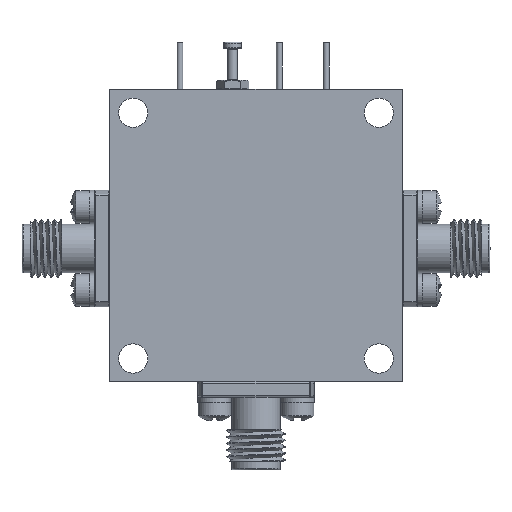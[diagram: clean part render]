
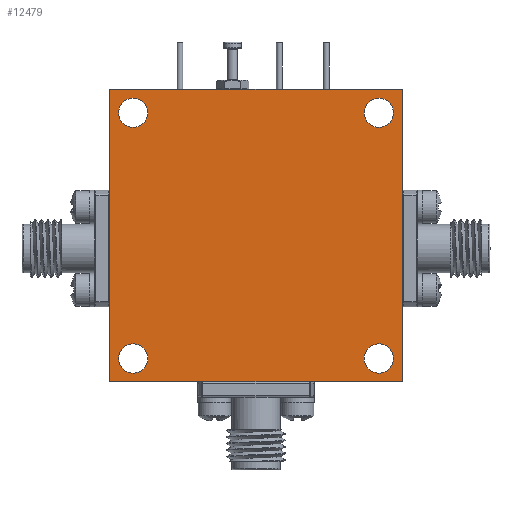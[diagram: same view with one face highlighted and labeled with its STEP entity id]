
A CAD part, front view. The second image highlights one B-rep face of the part: STEP entity #12479.
In plain terms, the highlighted planar face has unit normal (0, -1, 0).
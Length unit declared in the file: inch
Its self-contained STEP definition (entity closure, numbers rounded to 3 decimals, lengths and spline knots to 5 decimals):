
#243 = VERTEX_POINT ( 'NONE', #45325 ) ;
#570 = ORIENTED_EDGE ( 'NONE', *, *, #44584, .T. ) ;
#1755 = EDGE_CURVE ( 'NONE', #48752, #20337, #19220, .T. ) ;
#2563 = DIRECTION ( 'NONE',  ( 0., 0., 1. ) ) ;
#2722 = DIRECTION ( 'NONE',  ( 0., 1., 0. ) ) ;
#3133 = VERTEX_POINT ( 'NONE', #15050 ) ;
#4906 = LINE ( 'NONE', #20528, #37957 ) ;
#5778 = FACE_OUTER_BOUND ( 'NONE', #45764, .T. ) ;
#6217 = CARTESIAN_POINT ( 'NONE',  ( 0.1, -0.3, -1.15 ) ) ;
#6334 = DIRECTION ( 'NONE',  ( -1., 0., 0. ) ) ;
#6861 = DIRECTION ( 'NONE',  ( 0., 1., 0. ) ) ;
#10285 = CIRCLE ( 'NONE', #13703, 0.0625 ) ;
#10731 = VERTEX_POINT ( 'NONE', #35148 ) ;
#10873 = CIRCLE ( 'NONE', #28843, 0.0625 ) ;
#11073 = DIRECTION ( 'NONE',  ( 0., 1., 0. ) ) ;
#12006 = ORIENTED_EDGE ( 'NONE', *, *, #26232, .F. ) ;
#12276 = CIRCLE ( 'NONE', #41355, 0.0625 ) ;
#12374 = VERTEX_POINT ( 'NONE', #16973 ) ;
#12479 = ADVANCED_FACE ( 'NONE', ( #30783, #26244, #47102, #42536, #5778 ), #21669, .F. ) ;
#13079 = CARTESIAN_POINT ( 'NONE',  ( 0.1, -0.3, -0.0375 ) ) ;
#13703 = AXIS2_PLACEMENT_3D ( 'NONE', #27320, #31352, #27844 ) ;
#13743 = EDGE_CURVE ( 'NONE', #41504, #41504, #10873, .T. ) ;
#14129 = ORIENTED_EDGE ( 'NONE', *, *, #49014, .F. ) ;
#15050 = CARTESIAN_POINT ( 'NONE',  ( 0., -0.3, -1.25 ) ) ;
#16973 = CARTESIAN_POINT ( 'NONE',  ( 1.25, -0.3, -1.25 ) ) ;
#17251 = EDGE_LOOP ( 'NONE', ( #40243 ) ) ;
#18401 = DIRECTION ( 'NONE',  ( 1., 0., 0. ) ) ;
#19220 = LINE ( 'NONE', #38754, #22916 ) ;
#20337 = VERTEX_POINT ( 'NONE', #33184 ) ;
#20528 = CARTESIAN_POINT ( 'NONE',  ( 1.25, -0.3, 0. ) ) ;
#21201 = VERTEX_POINT ( 'NONE', #45586 ) ;
#21669 = PLANE ( 'NONE',  #35618 ) ;
#21728 = AXIS2_PLACEMENT_3D ( 'NONE', #32619, #48934, #45163 ) ;
#22765 = LINE ( 'NONE', #31641, #24604 ) ;
#22916 = VECTOR ( 'NONE', #18401, 39.37008 ) ;
#23411 = CARTESIAN_POINT ( 'NONE',  ( 0.1, -0.3, -0.1 ) ) ;
#23580 = DIRECTION ( 'NONE',  ( 0., 0., 1. ) ) ;
#23597 = ORIENTED_EDGE ( 'NONE', *, *, #1755, .F. ) ;
#24604 = VECTOR ( 'NONE', #23580, 39.37008 ) ;
#26232 = EDGE_CURVE ( 'NONE', #12374, #3133, #38271, .T. ) ;
#26244 = FACE_BOUND ( 'NONE', #29777, .T. ) ;
#26300 = ORIENTED_EDGE ( 'NONE', *, *, #46458, .T. ) ;
#27320 = CARTESIAN_POINT ( 'NONE',  ( 1.15, -0.3, -1.15 ) ) ;
#27844 = DIRECTION ( 'NONE',  ( 0., 0., 1. ) ) ;
#28373 = EDGE_LOOP ( 'NONE', ( #570 ) ) ;
#28843 = AXIS2_PLACEMENT_3D ( 'NONE', #23411, #11073, #51534 ) ;
#29777 = EDGE_LOOP ( 'NONE', ( #46057 ) ) ;
#30783 = FACE_BOUND ( 'NONE', #40533, .T. ) ;
#31352 = DIRECTION ( 'NONE',  ( 0., 1., 0. ) ) ;
#31641 = CARTESIAN_POINT ( 'NONE',  ( 0., -0.3, -1.25 ) ) ;
#32619 = CARTESIAN_POINT ( 'NONE',  ( 1.15, -0.3, -0.1 ) ) ;
#33184 = CARTESIAN_POINT ( 'NONE',  ( 1.25, -0.3, 0. ) ) ;
#34645 = VECTOR ( 'NONE', #6334, 39.37008 ) ;
#35085 = CARTESIAN_POINT ( 'NONE',  ( 1.25, -0.3, -1.25 ) ) ;
#35148 = CARTESIAN_POINT ( 'NONE',  ( 1.15, -0.3, -1.0875 ) ) ;
#35618 = AXIS2_PLACEMENT_3D ( 'NONE', #40145, #6861, #2563 ) ;
#36204 = CARTESIAN_POINT ( 'NONE',  ( 0., -0.3, 0. ) ) ;
#37957 = VECTOR ( 'NONE', #50003, 39.37008 ) ;
#38271 = LINE ( 'NONE', #35085, #34645 ) ;
#38754 = CARTESIAN_POINT ( 'NONE',  ( 0., -0.3, 0. ) ) ;
#40145 = CARTESIAN_POINT ( 'NONE',  ( 0., -0.3, 0. ) ) ;
#40243 = ORIENTED_EDGE ( 'NONE', *, *, #13743, .T. ) ;
#40533 = EDGE_LOOP ( 'NONE', ( #26300 ) ) ;
#41355 = AXIS2_PLACEMENT_3D ( 'NONE', #6217, #2722, #43769 ) ;
#41504 = VERTEX_POINT ( 'NONE', #13079 ) ;
#42536 = FACE_BOUND ( 'NONE', #17251, .T. ) ;
#43769 = DIRECTION ( 'NONE',  ( 0., 0., 1. ) ) ;
#43845 = ORIENTED_EDGE ( 'NONE', *, *, #46323, .F. ) ;
#44584 = EDGE_CURVE ( 'NONE', #243, #243, #12276, .T. ) ;
#44805 = CIRCLE ( 'NONE', #21728, 0.0625 ) ;
#45163 = DIRECTION ( 'NONE',  ( 0., 0., 1. ) ) ;
#45325 = CARTESIAN_POINT ( 'NONE',  ( 0.1, -0.3, -1.0875 ) ) ;
#45586 = CARTESIAN_POINT ( 'NONE',  ( 1.15, -0.3, -0.0375 ) ) ;
#45764 = EDGE_LOOP ( 'NONE', ( #14129, #12006, #43845, #23597 ) ) ;
#46057 = ORIENTED_EDGE ( 'NONE', *, *, #52620, .T. ) ;
#46323 = EDGE_CURVE ( 'NONE', #20337, #12374, #4906, .T. ) ;
#46458 = EDGE_CURVE ( 'NONE', #21201, #21201, #44805, .T. ) ;
#47102 = FACE_BOUND ( 'NONE', #28373, .T. ) ;
#48752 = VERTEX_POINT ( 'NONE', #36204 ) ;
#48934 = DIRECTION ( 'NONE',  ( 0., 1., 0. ) ) ;
#49014 = EDGE_CURVE ( 'NONE', #3133, #48752, #22765, .T. ) ;
#50003 = DIRECTION ( 'NONE',  ( 0., 0., -1. ) ) ;
#51534 = DIRECTION ( 'NONE',  ( 0., 0., 1. ) ) ;
#52620 = EDGE_CURVE ( 'NONE', #10731, #10731, #10285, .T. ) ;
